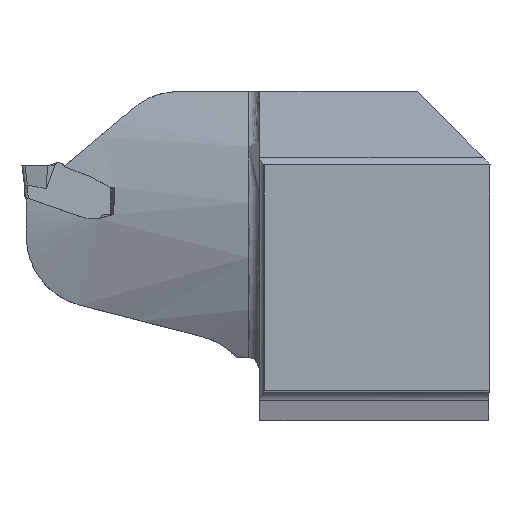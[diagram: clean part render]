
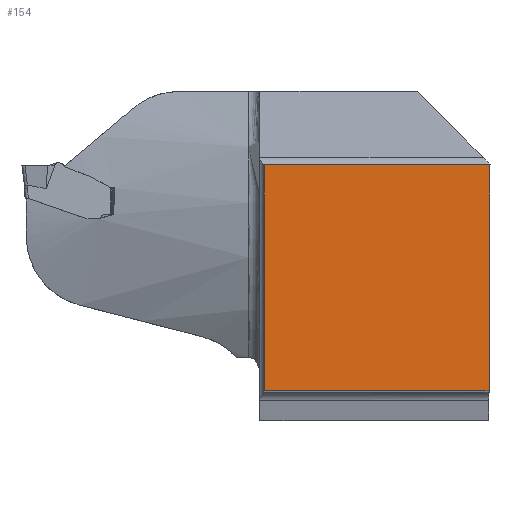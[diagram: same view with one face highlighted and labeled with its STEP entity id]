
A CAD part, top view. The second image highlights one B-rep face of the part: STEP entity #154.
In plain terms, the highlighted planar face has unit normal (0, 0, 1).
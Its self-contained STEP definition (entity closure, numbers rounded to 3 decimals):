
#117=PLANE('',#1303);
#154=ADVANCED_FACE('CU_BACK_SU1',(#234),#117,.F.);
#234=FACE_OUTER_BOUND('',#294,.T.);
#294=EDGE_LOOP('',(#641,#642,#643,#644));
#359=LINE('',#1912,#437);
#373=LINE('',#3161,#453);
#374=LINE('',#3163,#454);
#375=LINE('',#3165,#455);
#437=VECTOR('',#1433,1.);
#453=VECTOR('',#1465,1.);
#454=VECTOR('',#1466,1.);
#455=VECTOR('',#1467,1.);
#641=ORIENTED_EDGE('',*,*,#1050,.T.);
#642=ORIENTED_EDGE('',*,*,#1022,.F.);
#643=ORIENTED_EDGE('',*,*,#1051,.T.);
#644=ORIENTED_EDGE('',*,*,#1052,.T.);
#905=VERTEX_POINT('',#1911);
#906=VERTEX_POINT('',#1913);
#921=VERTEX_POINT('',#3162);
#922=VERTEX_POINT('',#3164);
#1022=EDGE_CURVE('',#905,#906,#359,.T.);
#1050=EDGE_CURVE('',#921,#906,#373,.T.);
#1051=EDGE_CURVE('',#905,#922,#374,.T.);
#1052=EDGE_CURVE('',#922,#921,#375,.T.);
#1303=AXIS2_PLACEMENT_3D('',#3166,#1468,#1469);
#1433=DIRECTION('',(-0.004,-1.,0.));
#1465=DIRECTION('',(1.,0.,0.));
#1466=DIRECTION('',(-1.,0.,0.));
#1467=DIRECTION('',(0.,-1.,0.));
#1468=DIRECTION('',(0.,0.,-1.));
#1469=DIRECTION('',(0.,-1.,0.));
#1911=CARTESIAN_POINT('',(0.,31.85,0.));
#1912=CARTESIAN_POINT('',(0.085,51.443,0.));
#1913=CARTESIAN_POINT('',(-0.139,0.,0.));
#3161=CARTESIAN_POINT('',(-93.118,0.,0.));
#3162=CARTESIAN_POINT('',(-31.85,0.,0.));
#3163=CARTESIAN_POINT('',(-93.118,31.85,0.));
#3164=CARTESIAN_POINT('',(-31.85,31.85,0.));
#3165=CARTESIAN_POINT('',(-31.85,51.85,0.));
#3166=CARTESIAN_POINT('',(-93.118,51.85,0.));
